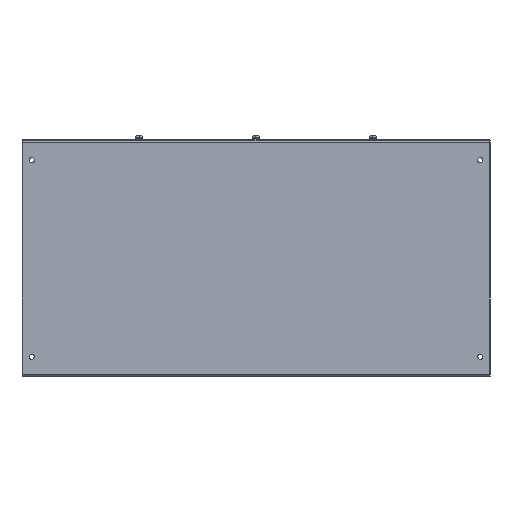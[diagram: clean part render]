
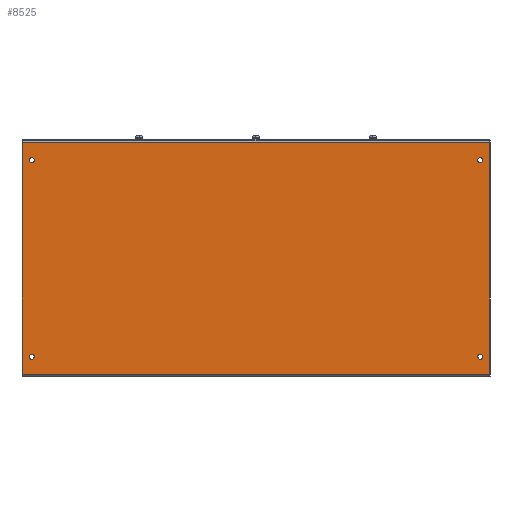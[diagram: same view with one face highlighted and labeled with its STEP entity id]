
A CAD part, left-side view. The second image highlights one B-rep face of the part: STEP entity #8525.
In plain terms, the highlighted planar face has unit normal (-1, 0, 0).
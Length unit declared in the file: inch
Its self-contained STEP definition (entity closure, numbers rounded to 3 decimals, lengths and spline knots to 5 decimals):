
#75 = VERTEX_POINT ( 'NONE', #1229 ) ;
#110 = DIRECTION ( 'NONE',  ( 1., 0., 0. ) ) ;
#142 = EDGE_CURVE ( 'NONE', #3670, #6764, #3350, .T. ) ;
#224 = ORIENTED_EDGE ( 'NONE', *, *, #5143, .T. ) ;
#305 = DIRECTION ( 'NONE',  ( 0., 0., 1. ) ) ;
#462 = CARTESIAN_POINT ( 'NONE',  ( -6.072, 11.5, 1. ) ) ;
#687 = CIRCLE ( 'NONE', #3050, 0.133 ) ;
#732 = DIRECTION ( 'NONE',  ( 0., 0., 1. ) ) ;
#842 = DIRECTION ( 'NONE',  ( 0., 0., 1. ) ) ;
#1091 = AXIS2_PLACEMENT_3D ( 'NONE', #3359, #2165, #842 ) ;
#1200 = DIRECTION ( 'NONE',  ( 0., 0., 1. ) ) ;
#1229 = CARTESIAN_POINT ( 'NONE',  ( -6.072, -12., 11.964 ) ) ;
#1310 = FACE_OUTER_BOUND ( 'NONE', #2857, .T. ) ;
#1460 = EDGE_CURVE ( 'NONE', #8066, #2130, #6445, .T. ) ;
#1546 = CIRCLE ( 'NONE', #3092, 0.133 ) ;
#1598 = CARTESIAN_POINT ( 'NONE',  ( -6.072, -11.5, 0.867 ) ) ;
#1638 = EDGE_CURVE ( 'NONE', #2130, #8066, #6590, .T. ) ;
#1807 = EDGE_CURVE ( 'NONE', #6731, #4978, #1546, .T. ) ;
#1869 = EDGE_CURVE ( 'NONE', #6313, #8069, #2946, .T. ) ;
#1901 = CARTESIAN_POINT ( 'NONE',  ( -6.072, -12., 11.964 ) ) ;
#1933 = ORIENTED_EDGE ( 'NONE', *, *, #3277, .T. ) ;
#1987 = ORIENTED_EDGE ( 'NONE', *, *, #1869, .T. ) ;
#2130 = VERTEX_POINT ( 'NONE', #1598 ) ;
#2165 = DIRECTION ( 'NONE',  ( 1., 0., 0. ) ) ;
#2166 = ORIENTED_EDGE ( 'NONE', *, *, #142, .T. ) ;
#2411 = LINE ( 'NONE', #3730, #2705 ) ;
#2439 = CARTESIAN_POINT ( 'NONE',  ( -6.072, 12., 11.964 ) ) ;
#2447 = CARTESIAN_POINT ( 'NONE',  ( -6.072, 11.5, 11.072 ) ) ;
#2452 = DIRECTION ( 'NONE',  ( 0., -1., 0. ) ) ;
#2626 = CARTESIAN_POINT ( 'NONE',  ( -6.072, -11.5, 1. ) ) ;
#2696 = EDGE_LOOP ( 'NONE', ( #3055, #224 ) ) ;
#2705 = VECTOR ( 'NONE', #2452, 39.37008 ) ;
#2708 = DIRECTION ( 'NONE',  ( 1., 0., 0. ) ) ;
#2739 = ORIENTED_EDGE ( 'NONE', *, *, #1638, .T. ) ;
#2792 = DIRECTION ( 'NONE',  ( 0., 0., 1. ) ) ;
#2857 = EDGE_LOOP ( 'NONE', ( #2166, #3964, #1933, #4463 ) ) ;
#2946 = CIRCLE ( 'NONE', #3519, 0.133 ) ;
#3050 = AXIS2_PLACEMENT_3D ( 'NONE', #8351, #6972, #305 ) ;
#3055 = ORIENTED_EDGE ( 'NONE', *, *, #1807, .T. ) ;
#3092 = AXIS2_PLACEMENT_3D ( 'NONE', #462, #7217, #1200 ) ;
#3277 = EDGE_CURVE ( 'NONE', #4439, #75, #4688, .T. ) ;
#3334 = FACE_BOUND ( 'NONE', #6267, .T. ) ;
#3350 = LINE ( 'NONE', #4351, #7835 ) ;
#3359 = CARTESIAN_POINT ( 'NONE',  ( -6.072, -11.5, 11.072 ) ) ;
#3360 = EDGE_LOOP ( 'NONE', ( #1987, #7354 ) ) ;
#3362 = CARTESIAN_POINT ( 'NONE',  ( -6.072, -11.5, 10.939 ) ) ;
#3401 = ORIENTED_EDGE ( 'NONE', *, *, #7055, .T. ) ;
#3519 = AXIS2_PLACEMENT_3D ( 'NONE', #2447, #2708, #2792 ) ;
#3590 = EDGE_CURVE ( 'NONE', #3670, #75, #5199, .T. ) ;
#3670 = VERTEX_POINT ( 'NONE', #2439 ) ;
#3730 = CARTESIAN_POINT ( 'NONE',  ( -6.072, 12., 0.108 ) ) ;
#3776 = CIRCLE ( 'NONE', #8686, 0.133 ) ;
#3819 = VECTOR ( 'NONE', #732, 39.37008 ) ;
#3964 = ORIENTED_EDGE ( 'NONE', *, *, #4235, .T. ) ;
#3994 = CARTESIAN_POINT ( 'NONE',  ( -6.072, 12., 0.0625 ) ) ;
#4122 = DIRECTION ( 'NONE',  ( -1., 0., 0. ) ) ;
#4151 = CARTESIAN_POINT ( 'NONE',  ( -6.072, 12., 0.108 ) ) ;
#4198 = CARTESIAN_POINT ( 'NONE',  ( -6.072, -11.5, 11.205 ) ) ;
#4235 = EDGE_CURVE ( 'NONE', #6764, #4439, #2411, .T. ) ;
#4342 = AXIS2_PLACEMENT_3D ( 'NONE', #3994, #4122, #6792 ) ;
#4351 = CARTESIAN_POINT ( 'NONE',  ( -6.072, 12., 0.072 ) ) ;
#4439 = VERTEX_POINT ( 'NONE', #6870 ) ;
#4463 = ORIENTED_EDGE ( 'NONE', *, *, #3590, .F. ) ;
#4532 = CARTESIAN_POINT ( 'NONE',  ( -6.072, 11.5, 10.939 ) ) ;
#4688 = LINE ( 'NONE', #5296, #3819 ) ;
#4705 = VERTEX_POINT ( 'NONE', #3362 ) ;
#4714 = CARTESIAN_POINT ( 'NONE',  ( -6.072, -11.5, 1.133 ) ) ;
#4782 = FACE_BOUND ( 'NONE', #7064, .T. ) ;
#4831 = CARTESIAN_POINT ( 'NONE',  ( -6.072, 11.5, 11.205 ) ) ;
#4882 = CIRCLE ( 'NONE', #5164, 0.133 ) ;
#4963 = CARTESIAN_POINT ( 'NONE',  ( -6.072, -11.5, 1. ) ) ;
#4978 = VERTEX_POINT ( 'NONE', #7829 ) ;
#4989 = CARTESIAN_POINT ( 'NONE',  ( -6.072, -11.5, 11.072 ) ) ;
#5068 = DIRECTION ( 'NONE',  ( 1., 0., 0. ) ) ;
#5143 = EDGE_CURVE ( 'NONE', #4978, #6731, #687, .T. ) ;
#5164 = AXIS2_PLACEMENT_3D ( 'NONE', #8363, #5068, #5764 ) ;
#5199 = LINE ( 'NONE', #1901, #7747 ) ;
#5243 = DIRECTION ( 'NONE',  ( 0., -1., 0. ) ) ;
#5296 = CARTESIAN_POINT ( 'NONE',  ( -6.072, -12., 0.072 ) ) ;
#5431 = CARTESIAN_POINT ( 'NONE',  ( -6.072, 11.5, 1.133 ) ) ;
#5435 = FACE_BOUND ( 'NONE', #2696, .T. ) ;
#5482 = ORIENTED_EDGE ( 'NONE', *, *, #7649, .T. ) ;
#5720 = CIRCLE ( 'NONE', #1091, 0.133 ) ;
#5764 = DIRECTION ( 'NONE',  ( 0., 0., 1. ) ) ;
#6267 = EDGE_LOOP ( 'NONE', ( #3401, #5482 ) ) ;
#6308 = ORIENTED_EDGE ( 'NONE', *, *, #1460, .T. ) ;
#6313 = VERTEX_POINT ( 'NONE', #4831 ) ;
#6445 = CIRCLE ( 'NONE', #8705, 0.133 ) ;
#6590 = CIRCLE ( 'NONE', #8284, 0.133 ) ;
#6665 = DIRECTION ( 'NONE',  ( 0., 0., 1. ) ) ;
#6731 = VERTEX_POINT ( 'NONE', #5431 ) ;
#6764 = VERTEX_POINT ( 'NONE', #4151 ) ;
#6792 = DIRECTION ( 'NONE',  ( 0., 0., 1. ) ) ;
#6870 = CARTESIAN_POINT ( 'NONE',  ( -6.072, -12., 0.108 ) ) ;
#6886 = DIRECTION ( 'NONE',  ( 1., 0., 0. ) ) ;
#6930 = DIRECTION ( 'NONE',  ( 0., 0., 1. ) ) ;
#6972 = DIRECTION ( 'NONE',  ( 1., 0., 0. ) ) ;
#7055 = EDGE_CURVE ( 'NONE', #7568, #4705, #5720, .T. ) ;
#7064 = EDGE_LOOP ( 'NONE', ( #6308, #2739 ) ) ;
#7110 = EDGE_CURVE ( 'NONE', #8069, #6313, #4882, .T. ) ;
#7217 = DIRECTION ( 'NONE',  ( 1., 0., 0. ) ) ;
#7331 = DIRECTION ( 'NONE',  ( 1., 0., 0. ) ) ;
#7354 = ORIENTED_EDGE ( 'NONE', *, *, #7110, .T. ) ;
#7458 = PLANE ( 'NONE',  #4342 ) ;
#7568 = VERTEX_POINT ( 'NONE', #4198 ) ;
#7627 = DIRECTION ( 'NONE',  ( 0., 0., 1. ) ) ;
#7649 = EDGE_CURVE ( 'NONE', #4705, #7568, #3776, .T. ) ;
#7747 = VECTOR ( 'NONE', #5243, 39.37008 ) ;
#7829 = CARTESIAN_POINT ( 'NONE',  ( -6.072, 11.5, 0.867 ) ) ;
#7835 = VECTOR ( 'NONE', #8186, 39.37008 ) ;
#8066 = VERTEX_POINT ( 'NONE', #4714 ) ;
#8069 = VERTEX_POINT ( 'NONE', #4532 ) ;
#8122 = FACE_BOUND ( 'NONE', #3360, .T. ) ;
#8186 = DIRECTION ( 'NONE',  ( 0., 0., -1. ) ) ;
#8284 = AXIS2_PLACEMENT_3D ( 'NONE', #2626, #7331, #6665 ) ;
#8351 = CARTESIAN_POINT ( 'NONE',  ( -6.072, 11.5, 1. ) ) ;
#8363 = CARTESIAN_POINT ( 'NONE',  ( -6.072, 11.5, 11.072 ) ) ;
#8525 = ADVANCED_FACE ( 'NONE', ( #1310, #4782, #3334, #5435, #8122 ), #7458, .T. ) ;
#8686 = AXIS2_PLACEMENT_3D ( 'NONE', #4989, #110, #7627 ) ;
#8705 = AXIS2_PLACEMENT_3D ( 'NONE', #4963, #6886, #6930 ) ;
